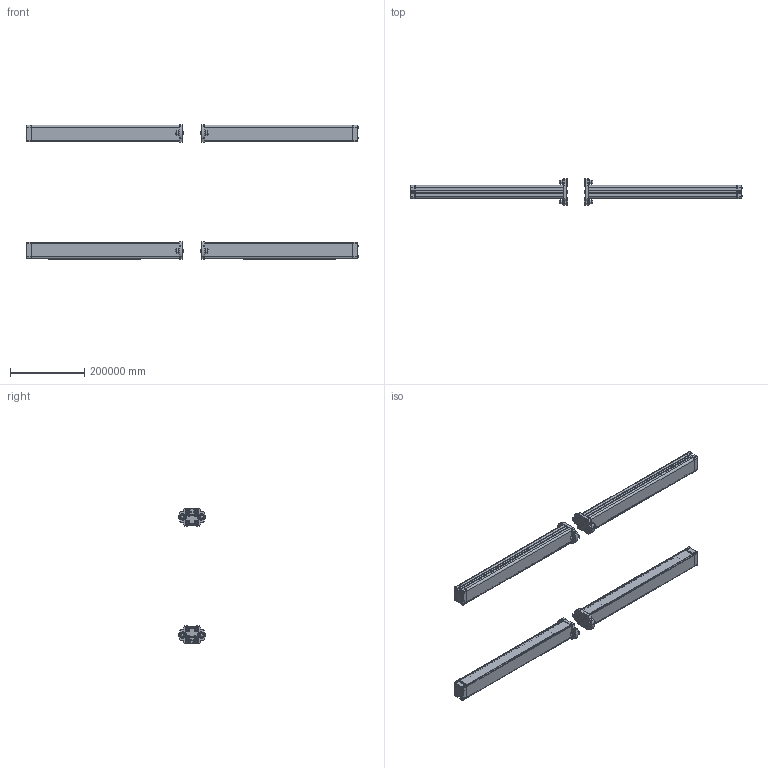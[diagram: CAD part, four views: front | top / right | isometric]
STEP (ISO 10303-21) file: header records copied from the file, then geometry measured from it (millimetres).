
FILE_DESCRIPTION(/* description */ (''),/* implementation_level */ '2;1');
FILE_NAME(/* name */ 'MAT4P_TRX_V.stp',/* time_stamp */ '2019-01-15T14:02:25+01:00',/* author */ ('frigo'),/* organization */ ('REER'),/* preprocessor_version */ 'ST-DEVELOPER v17',/* originating_system */ 'AutoCAD Mechanical',/* authorisation */ '');
FILE_SCHEMA (('AUTOMOTIVE_DESIGN { 1 0 10303 214 3 1 1 }'));
Products named in the file (3): Product; AVE_RENDER; AVE_GLOBAL
Assembly tree (9 placements, depth 2):
  Product
    AVE_RENDER  x8
    AVE_GLOBAL
Bounding box: 896115.01 x 72000 x 364153.18 mm (x, y, z)
Volume: 2447864849592865 mm3; surface area: 531737771784.1 mm2
Topology: 78 solids, 78 shells, 3160 faces, 8076 edges, 5008 vertices
Faces by surface type: plane 1340, cylinder 1292, torus 200, sphere 184, bspline 120, cone 24
Full cylindrical faces by diameter (mm): 3000 x40, 3600 x16, 3800 x16, 5000 x8, 5300 x8, 5500 x8, 6000 x28, 6500 x16, 7000 x4, 10000 x8, 15000 x8
Entity records: 101058 total; most frequent: CARTESIAN_POINT 23188, DIRECTION 17120, ORIENTED_EDGE 15824, EDGE_CURVE 7912, AXIS2_PLACEMENT_3D 6360, VERTEX_POINT 5008, LINE 4400, VECTOR 4400
